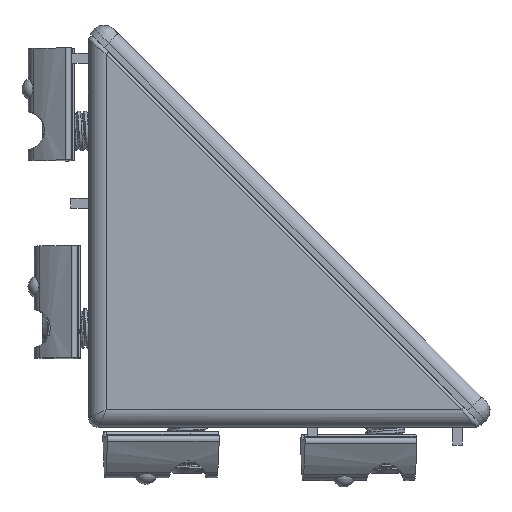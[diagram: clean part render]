
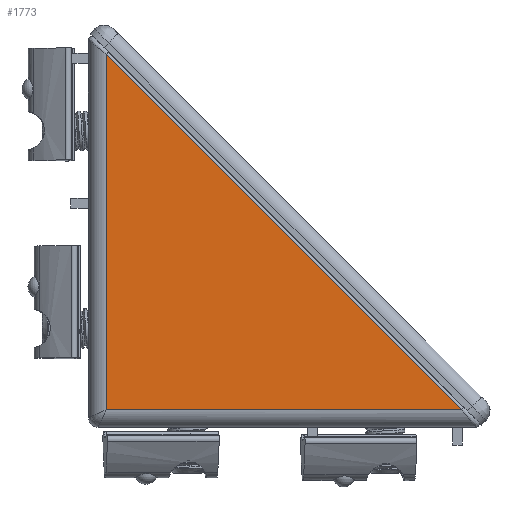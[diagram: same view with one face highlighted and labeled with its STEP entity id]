
A CAD part, front view. The second image highlights one B-rep face of the part: STEP entity #1773.
In plain terms, the highlighted planar face has unit normal (0, -1, 0).
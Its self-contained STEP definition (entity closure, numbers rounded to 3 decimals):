
#154 = CYLINDRICAL_SURFACE('',#155,2.7);
#155 = AXIS2_PLACEMENT_3D('',#156,#157,#158);
#156 = CARTESIAN_POINT('',(-30.,-12.3,-27.3));
#157 = DIRECTION('',(-1.,0.,0.));
#158 = DIRECTION('',(0.,0.,-1.));
#628 = CYLINDRICAL_SURFACE('',#629,2.7);
#629 = AXIS2_PLACEMENT_3D('',#630,#631,#632);
#630 = CARTESIAN_POINT('',(-27.3,-12.3,30.));
#631 = DIRECTION('',(0.,0.,1.));
#632 = DIRECTION('',(-1.,0.,0.));
#1237 = VERTEX_POINT('',#1238);
#1238 = CARTESIAN_POINT('',(26.593,-15.,-27.3));
#1325 = EDGE_CURVE('',#1326,#1237,#1328,.T.);
#1326 = VERTEX_POINT('',#1327);
#1327 = CARTESIAN_POINT('',(-27.3,-15.,-27.3));
#1328 = SURFACE_CURVE('',#1329,(#1333,#1340),.PCURVE_S1.);
#1329 = LINE('',#1330,#1331);
#1330 = CARTESIAN_POINT('',(-30.,-15.,-27.3));
#1331 = VECTOR('',#1332,1.);
#1332 = DIRECTION('',(1.,0.,0.));
#1333 = PCURVE('',#154,#1334);
#1334 = DEFINITIONAL_REPRESENTATION('',(#1335),#1339);
#1335 = LINE('',#1336,#1337);
#1336 = CARTESIAN_POINT('',(1.571,0.));
#1337 = VECTOR('',#1338,1.);
#1338 = DIRECTION('',(0.,-1.));
#1339 = ( GEOMETRIC_REPRESENTATION_CONTEXT(2) 
PARAMETRIC_REPRESENTATION_CONTEXT() REPRESENTATION_CONTEXT('2D SPACE',''
  ) );
#1340 = PCURVE('',#1341,#1346);
#1341 = PLANE('',#1342);
#1342 = AXIS2_PLACEMENT_3D('',#1343,#1344,#1345);
#1343 = CARTESIAN_POINT('',(-30.,-15.,30.));
#1344 = DIRECTION('',(0.,1.,0.));
#1345 = DIRECTION('',(0.,-0.,1.));
#1346 = DEFINITIONAL_REPRESENTATION('',(#1347),#1351);
#1347 = LINE('',#1348,#1349);
#1348 = CARTESIAN_POINT('',(-57.3,0.));
#1349 = VECTOR('',#1350,1.);
#1350 = DIRECTION('',(0.,1.));
#1351 = ( GEOMETRIC_REPRESENTATION_CONTEXT(2) 
PARAMETRIC_REPRESENTATION_CONTEXT() REPRESENTATION_CONTEXT('2D SPACE',''
  ) );
#1647 = CYLINDRICAL_SURFACE('',#1648,0.5);
#1648 = AXIS2_PLACEMENT_3D('',#1649,#1650,#1651);
#1649 = CARTESIAN_POINT('',(-30.354,-14.5,29.646));
#1650 = DIRECTION('',(-0.707,0.,0.707));
#1651 = DIRECTION('',(-0.707,0.,-0.707));
#1688 = VERTEX_POINT('',#1689);
#1689 = CARTESIAN_POINT('',(-27.3,-15.,26.593));
#1753 = EDGE_CURVE('',#1688,#1237,#1754,.T.);
#1754 = SURFACE_CURVE('',#1755,(#1759,#1766),.PCURVE_S1.);
#1755 = LINE('',#1756,#1757);
#1756 = CARTESIAN_POINT('',(-30.354,-15.,29.646));
#1757 = VECTOR('',#1758,1.);
#1758 = DIRECTION('',(0.707,0.,-0.707));
#1759 = PCURVE('',#1647,#1760);
#1760 = DEFINITIONAL_REPRESENTATION('',(#1761),#1765);
#1761 = LINE('',#1762,#1763);
#1762 = CARTESIAN_POINT('',(1.571,0.));
#1763 = VECTOR('',#1764,1.);
#1764 = DIRECTION('',(0.,-1.));
#1765 = ( GEOMETRIC_REPRESENTATION_CONTEXT(2) 
PARAMETRIC_REPRESENTATION_CONTEXT() REPRESENTATION_CONTEXT('2D SPACE',''
  ) );
#1766 = PCURVE('',#1341,#1767);
#1767 = DEFINITIONAL_REPRESENTATION('',(#1768),#1772);
#1768 = LINE('',#1769,#1770);
#1769 = CARTESIAN_POINT('',(-0.354,-0.354));
#1770 = VECTOR('',#1771,1.);
#1771 = DIRECTION('',(-0.707,0.707));
#1772 = ( GEOMETRIC_REPRESENTATION_CONTEXT(2) 
PARAMETRIC_REPRESENTATION_CONTEXT() REPRESENTATION_CONTEXT('2D SPACE',''
  ) );
#1773 = ADVANCED_FACE('',(#1774),#1341,.F.);
#1774 = FACE_BOUND('',#1775,.T.);
#1775 = EDGE_LOOP('',(#1776,#1777,#1778));
#1776 = ORIENTED_EDGE('',*,*,#1325,.T.);
#1777 = ORIENTED_EDGE('',*,*,#1753,.F.);
#1778 = ORIENTED_EDGE('',*,*,#1779,.T.);
#1779 = EDGE_CURVE('',#1688,#1326,#1780,.T.);
#1780 = SURFACE_CURVE('',#1781,(#1785,#1792),.PCURVE_S1.);
#1781 = LINE('',#1782,#1783);
#1782 = CARTESIAN_POINT('',(-27.3,-15.,30.));
#1783 = VECTOR('',#1784,1.);
#1784 = DIRECTION('',(0.,0.,-1.));
#1785 = PCURVE('',#1341,#1786);
#1786 = DEFINITIONAL_REPRESENTATION('',(#1787),#1791);
#1787 = LINE('',#1788,#1789);
#1788 = CARTESIAN_POINT('',(0.,2.7));
#1789 = VECTOR('',#1790,1.);
#1790 = DIRECTION('',(-1.,0.));
#1791 = ( GEOMETRIC_REPRESENTATION_CONTEXT(2) 
PARAMETRIC_REPRESENTATION_CONTEXT() REPRESENTATION_CONTEXT('2D SPACE',''
  ) );
#1792 = PCURVE('',#628,#1793);
#1793 = DEFINITIONAL_REPRESENTATION('',(#1794),#1798);
#1794 = LINE('',#1795,#1796);
#1795 = CARTESIAN_POINT('',(1.571,0.));
#1796 = VECTOR('',#1797,1.);
#1797 = DIRECTION('',(0.,-1.));
#1798 = ( GEOMETRIC_REPRESENTATION_CONTEXT(2) 
PARAMETRIC_REPRESENTATION_CONTEXT() REPRESENTATION_CONTEXT('2D SPACE',''
  ) );
